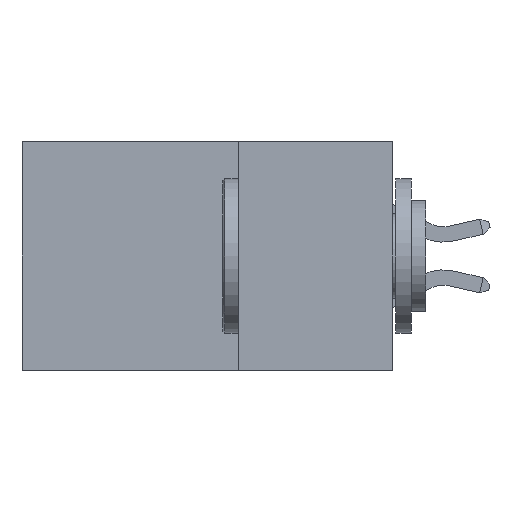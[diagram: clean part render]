
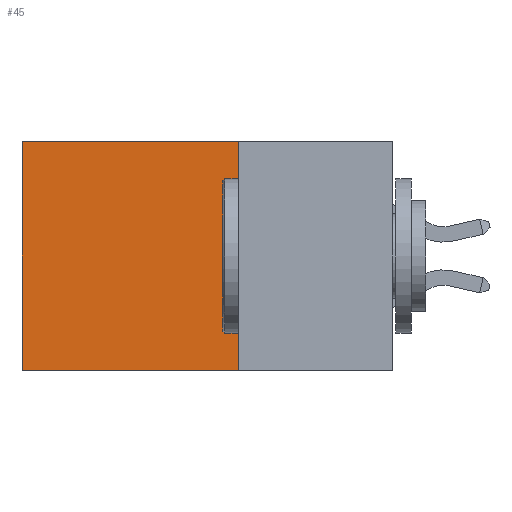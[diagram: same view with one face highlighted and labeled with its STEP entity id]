
A CAD part, left-side view. The second image highlights one B-rep face of the part: STEP entity #45.
In plain terms, the highlighted planar face has unit normal (-1, 0, 0).
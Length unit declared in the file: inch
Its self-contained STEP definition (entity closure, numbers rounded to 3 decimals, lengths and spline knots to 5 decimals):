
#45 = ADVANCED_FACE ( 'NONE', ( #9557 ), #858, .F. ) ;
#49 = CARTESIAN_POINT ( 'NONE',  ( 0.2875, 0.6, 0. ) ) ;
#354 = VECTOR ( 'NONE', #9500, 39.37008 ) ;
#549 = EDGE_CURVE ( 'NONE', #10989, #7335, #3505, .T. ) ;
#599 = VECTOR ( 'NONE', #8839, 39.37008 ) ;
#696 = ORIENTED_EDGE ( 'NONE', *, *, #3174, .F. ) ;
#704 = DIRECTION ( 'NONE',  ( 0., 1., 0. ) ) ;
#746 = CARTESIAN_POINT ( 'NONE',  ( 0.2875, 0.25, -0.37 ) ) ;
#858 = PLANE ( 'NONE',  #4605 ) ;
#1562 = CARTESIAN_POINT ( 'NONE',  ( 0.2875, 0.25, 0. ) ) ;
#2116 = EDGE_CURVE ( 'NONE', #10989, #10346, #2308, .T. ) ;
#2308 = LINE ( 'NONE', #9101, #5387 ) ;
#2688 = CARTESIAN_POINT ( 'NONE',  ( 0.2875, 0.6, -0.37 ) ) ;
#3174 = EDGE_CURVE ( 'NONE', #7335, #12864, #5206, .T. ) ;
#3505 = LINE ( 'NONE', #9371, #599 ) ;
#3943 = ORIENTED_EDGE ( 'NONE', *, *, #549, .F. ) ;
#4445 = EDGE_CURVE ( 'NONE', #10346, #12864, #12736, .T. ) ;
#4605 = AXIS2_PLACEMENT_3D ( 'NONE', #1562, #10444, #5451 ) ;
#5206 = LINE ( 'NONE', #746, #7628 ) ;
#5387 = VECTOR ( 'NONE', #9223, 39.37008 ) ;
#5451 = DIRECTION ( 'NONE',  ( 0., 0., -1. ) ) ;
#7276 = CARTESIAN_POINT ( 'NONE',  ( 0.2875, 0.6, 0. ) ) ;
#7335 = VERTEX_POINT ( 'NONE', #8016 ) ;
#7628 = VECTOR ( 'NONE', #704, 39.37008 ) ;
#8016 = CARTESIAN_POINT ( 'NONE',  ( 0.2875, 0.25, -0.37 ) ) ;
#8227 = ORIENTED_EDGE ( 'NONE', *, *, #4445, .T. ) ;
#8381 = EDGE_LOOP ( 'NONE', ( #8227, #696, #3943, #11724 ) ) ;
#8839 = DIRECTION ( 'NONE',  ( 0., 0., -1. ) ) ;
#9101 = CARTESIAN_POINT ( 'NONE',  ( 0.2875, 0.25, 0. ) ) ;
#9223 = DIRECTION ( 'NONE',  ( 0., 1., 0. ) ) ;
#9371 = CARTESIAN_POINT ( 'NONE',  ( 0.2875, 0.25, 0. ) ) ;
#9500 = DIRECTION ( 'NONE',  ( 0., 0., -1. ) ) ;
#9557 = FACE_OUTER_BOUND ( 'NONE', #8381, .T. ) ;
#10100 = CARTESIAN_POINT ( 'NONE',  ( 0.2875, 0.25, 0. ) ) ;
#10346 = VERTEX_POINT ( 'NONE', #49 ) ;
#10444 = DIRECTION ( 'NONE',  ( 1., 0., 0. ) ) ;
#10989 = VERTEX_POINT ( 'NONE', #10100 ) ;
#11724 = ORIENTED_EDGE ( 'NONE', *, *, #2116, .T. ) ;
#12736 = LINE ( 'NONE', #7276, #354 ) ;
#12864 = VERTEX_POINT ( 'NONE', #2688 ) ;
